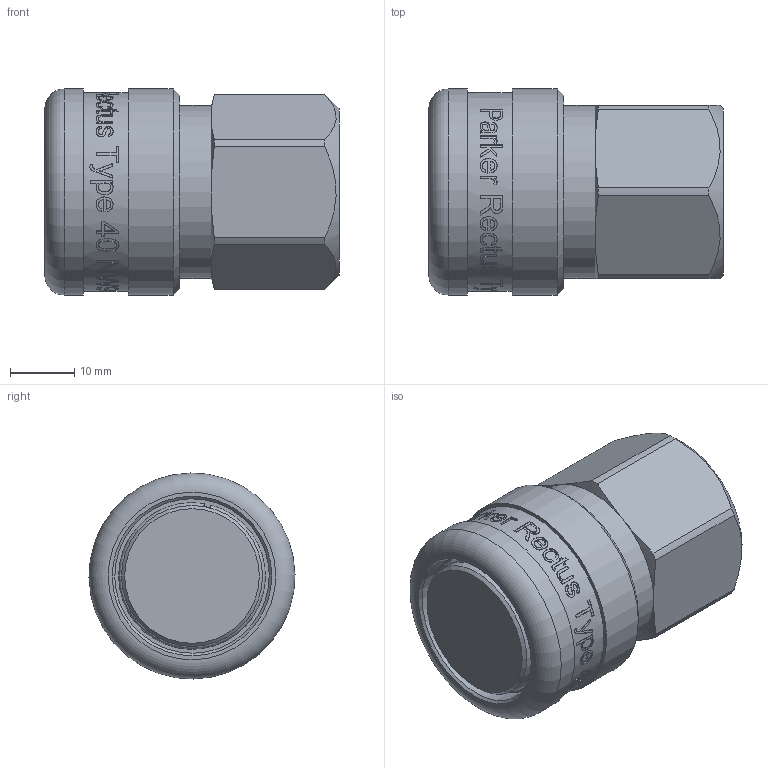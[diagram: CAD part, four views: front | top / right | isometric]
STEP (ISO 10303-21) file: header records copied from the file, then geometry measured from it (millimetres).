
FILE_DESCRIPTION((''),'2;1');
FILE_NAME('40kaiw21mpx.stp','2013-02-01T08:01:03',('IA176480'),(''),'Autodesk Inventor 2011','Autodesk Inventor 2011','');
FILE_SCHEMA(('AUTOMOTIVE_DESIGN { 1 0 10303 214 1 1 1 1 }'));
Length unit declared in the file: millimetre
Products named in the file (1): D105842
Bounding box: 46 x 32.15 x 32.15 mm (x, y, z)
Volume: 24113 mm3; surface area: 10704.4 mm2
Topology: 2 solids, 2 shells, 591 faces, 1567 edges, 1040 vertices
Faces by surface type: bspline 266, plane 233, cylinder 75, cone 12, torus 5
Full cylindrical faces by diameter (mm): 15.1 x1, 18.631 x1, 20.5 x1, 22 x2, 22.15 x1, 24.1 x1, 27 x1, 27.15 x1, 29 x1, 31 x1, 32.15 x2
Entity records: 81169 total; most frequent: CARTESIAN_POINT 68015, ORIENTED_EDGE 3076, DIRECTION 1678, EDGE_CURVE 1538, VERTEX_POINT 1034, B_SPLINE_CURVE_WITH_KNOTS 714, EDGE_LOOP 678, FACE_OUTER_BOUND 591
